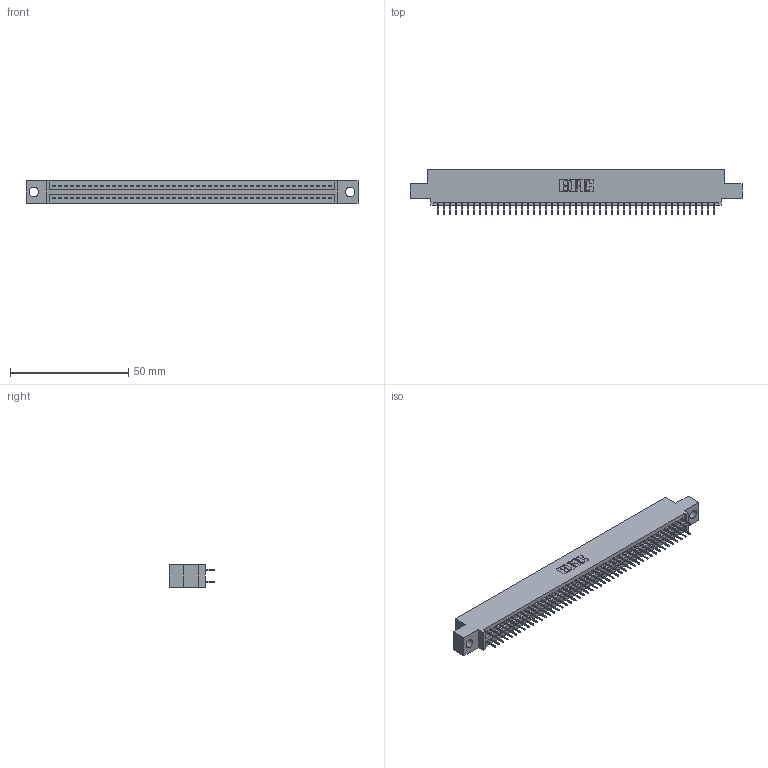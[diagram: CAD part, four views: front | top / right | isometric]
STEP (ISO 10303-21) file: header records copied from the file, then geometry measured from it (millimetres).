
FILE_DESCRIPTION (( 'STEP AP203' ), '1' );
FILE_NAME ('345-094-524-504.STEP', '2021-05-20T16:18:33', ( '' ), ( '' ), 'SwSTEP 2.0', 'SolidWorks 2020', '' );
FILE_SCHEMA (( 'CONFIG_CONTROL_DESIGN' ));
Length unit declared in the file: inch
Products named in the file (3): 345-292-001_345-293-124; 345-094-524-504; 345 Part_0.110 Offset - 0.156 Dia-TI
Assembly tree (95 placements, depth 2):
  345-094-524-504
    345 Part_0.110 Offset - 0.156 Dia-TI
    345-292-001_345-293-124  x94
Bounding box: 140.59 x 19.35 x 9.4 mm (x, y, z)
Volume: 13381.8 mm3; surface area: 19446.3 mm2
Topology: 95 solids, 95 shells, 5220 faces, 14771 edges, 9470 vertices
Faces by surface type: plane 3764, cylinder 1456
Entity records: 36829 total; most frequent: CARTESIAN_POINT 6174, ORIENTED_EDGE 6106, DIRECTION 5437, EDGE_CURVE 3053, VECTOR 2737, LINE 2737, VERTEX_POINT 2030, AXIS2_PLACEMENT_3D 1350
